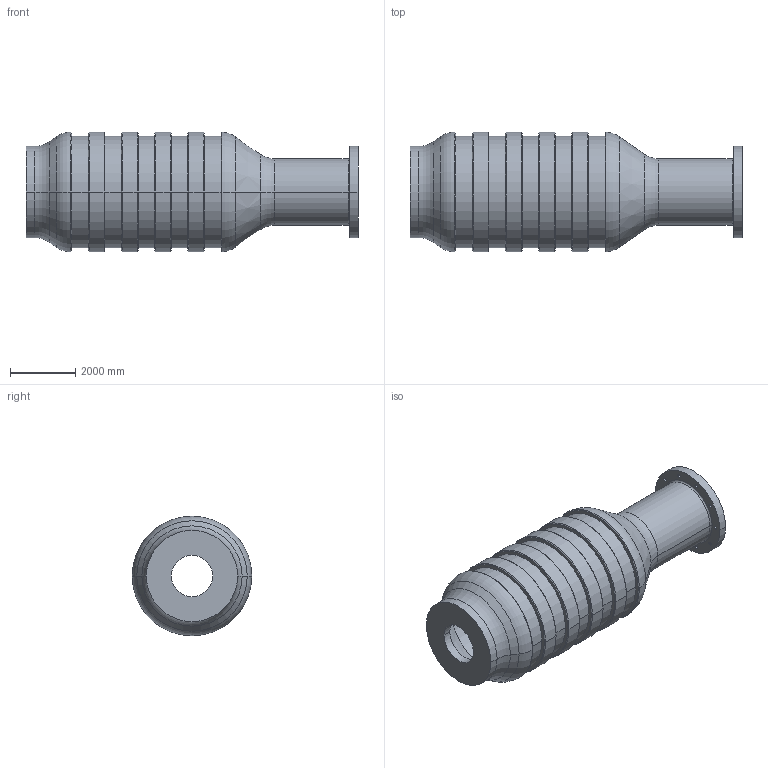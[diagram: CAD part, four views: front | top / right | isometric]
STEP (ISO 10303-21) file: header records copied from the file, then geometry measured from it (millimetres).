
FILE_DESCRIPTION((''),'2;1');
FILE_NAME('CENTRAL_MOUNTING_SHAFT','2023-11-27T12:27:33',('Pebblin'),(''),'CREO PARAMETRIC BY PTC INC, 2023073','CREO PARAMETRIC BY PTC INC, 2023073','');
FILE_SCHEMA(('CONFIG_CONTROL_DESIGN'));
Length unit declared in the file: inch
Products named in the file (1): CENTRAL_MOUNTING_SHAFT
Bounding box: 10160 x 3657.85 x 3657.85 mm (x, y, z)
Volume: 21209807162.3 mm3; surface area: 209440864.6 mm2
Topology: 1 solids, 1 shells, 106 faces, 232 edges, 140 vertices
Faces by surface type: cylinder 54, cone 28, plane 14, torus 10
Entity records: 3018 total; most frequent: DIRECTION 594, CARTESIAN_POINT 478, ORIENTED_EDGE 464, AXIS2_PLACEMENT_3D 256, EDGE_CURVE 232, CIRCLE 150, VERTEX_POINT 140, EDGE_LOOP 140
